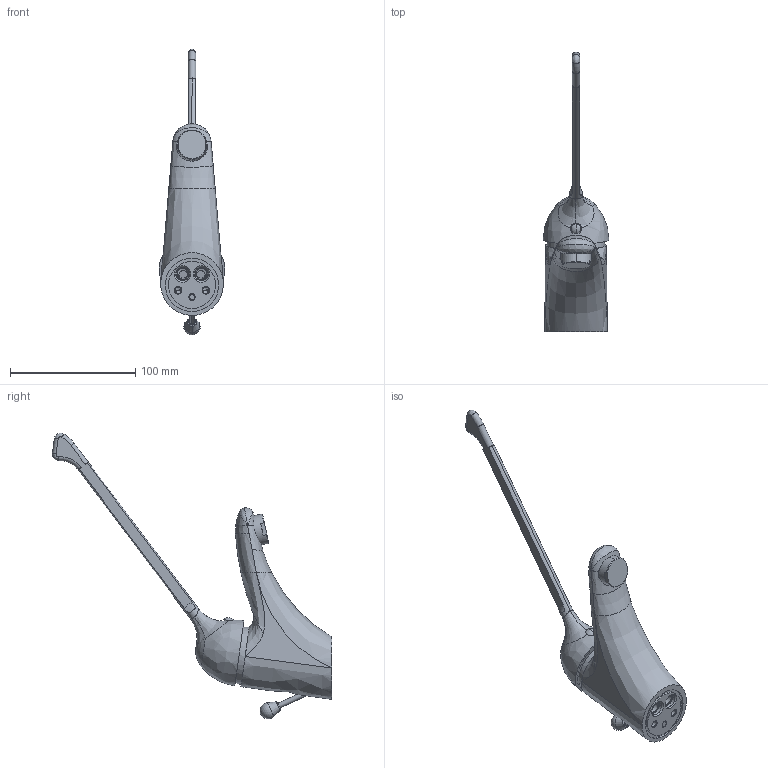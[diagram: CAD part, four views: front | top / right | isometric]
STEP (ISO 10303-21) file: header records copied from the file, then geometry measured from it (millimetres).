
FILE_DESCRIPTION((''),'2;1');
FILE_NAME('ND305CR','2021-11-10T10:05:23',('ut3'),('PAFFONI SpA'),'CREO PARAMETRIC BY PTC INC, 2020044','CREO PARAMETRIC BY PTC INC, 2020044','');
FILE_SCHEMA(('CONFIG_CONTROL_DESIGN','SHAPE_APPEARANCE_LAYERS_GROUPS'));
Length unit declared in the file: millimetre
Products named in the file (1): ND305CR
Bounding box: 52.5 x 222.97 x 228.06 mm (x, y, z)
Volume: 207603.8 mm3; surface area: 57225.6 mm2
Topology: 1 solids, 1 shells, 194 faces, 490 edges, 290 vertices
Faces by surface type: cylinder 59, plane 50, cone 40, bspline 29, sphere 10, torus 6
Entity records: 10395 total; most frequent: CARTESIAN_POINT 4541, ORIENTED_EDGE 932, DIRECTION 904, EDGE_CURVE 466, AXIS2_PLACEMENT_3D 372, VERTEX_POINT 290, EDGE_LOOP 218, CIRCLE 207
